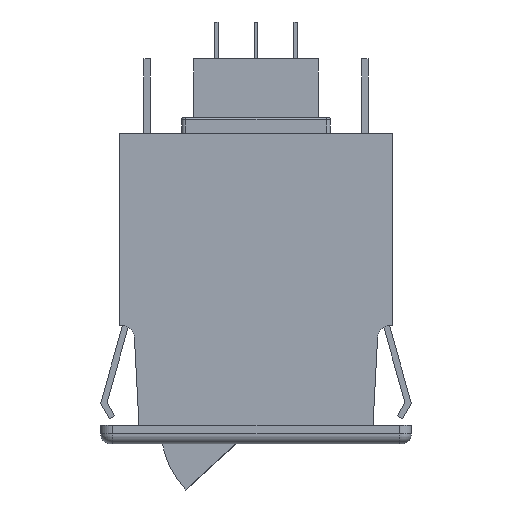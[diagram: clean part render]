
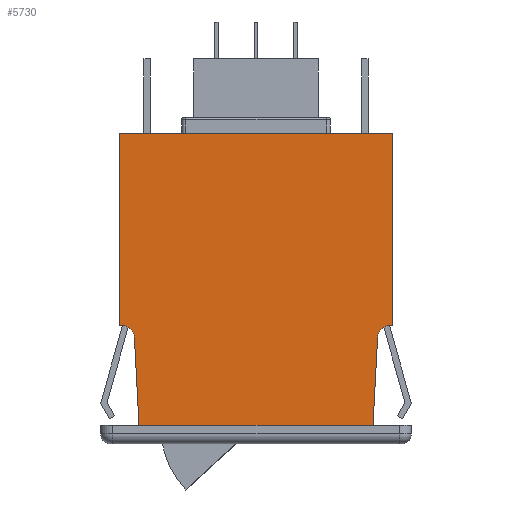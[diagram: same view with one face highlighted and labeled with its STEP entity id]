
A CAD part, left-side view. The second image highlights one B-rep face of the part: STEP entity #5730.
In plain terms, the highlighted planar face has unit normal (-1, 0, 0).
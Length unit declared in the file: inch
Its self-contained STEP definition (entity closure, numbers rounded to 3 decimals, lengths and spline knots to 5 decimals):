
#39 = LINE ( 'NONE', #5790, #12573 ) ;
#254 = VERTEX_POINT ( 'NONE', #8129 ) ;
#865 = CARTESIAN_POINT ( 'NONE',  ( -0.34, 0.5875, -1.465 ) ) ;
#870 = DIRECTION ( 'NONE',  ( 0., 0., -1. ) ) ;
#909 = VECTOR ( 'NONE', #7805, 39.37008 ) ;
#960 = CARTESIAN_POINT ( 'NONE',  ( -0.34, -0.67064, -0.965 ) ) ;
#1400 = CARTESIAN_POINT ( 'NONE',  ( -0.34, -0.67064, -1.025 ) ) ;
#1462 = DIRECTION ( 'NONE',  ( -1., 0., 0. ) ) ;
#1686 = LINE ( 'NONE', #865, #10641 ) ;
#1768 = AXIS2_PLACEMENT_3D ( 'NONE', #2872, #6882, #870 ) ;
#1806 = VERTEX_POINT ( 'NONE', #12957 ) ;
#1933 = VERTEX_POINT ( 'NONE', #8145 ) ;
#2037 = VERTEX_POINT ( 'NONE', #960 ) ;
#2441 = LINE ( 'NONE', #3032, #9418 ) ;
#2523 = DIRECTION ( 'NONE',  ( 0., 0., -1. ) ) ;
#2805 = CARTESIAN_POINT ( 'NONE',  ( -0.34, 0.6875, 0. ) ) ;
#2872 = CARTESIAN_POINT ( 'NONE',  ( -0.34, 0.67064, -1.025 ) ) ;
#2972 = LINE ( 'NONE', #6079, #7834 ) ;
#2998 = ORIENTED_EDGE ( 'NONE', *, *, #12037, .F. ) ;
#3032 = CARTESIAN_POINT ( 'NONE',  ( -0.34, 0.6875, 0. ) ) ;
#3455 = CARTESIAN_POINT ( 'NONE',  ( -0.34, -0.67064, -1.025 ) ) ;
#3616 = ORIENTED_EDGE ( 'NONE', *, *, #8341, .F. ) ;
#3625 = VERTEX_POINT ( 'NONE', #6113 ) ;
#3629 = ORIENTED_EDGE ( 'NONE', *, *, #12568, .F. ) ;
#3906 = CARTESIAN_POINT ( 'NONE',  ( -0.34, 0.6875, -0.965 ) ) ;
#4169 = VERTEX_POINT ( 'NONE', #6111 ) ;
#4214 = ORIENTED_EDGE ( 'NONE', *, *, #9238, .F. ) ;
#4261 = EDGE_CURVE ( 'NONE', #4169, #254, #12652, .T. ) ;
#4550 = VERTEX_POINT ( 'NONE', #3906 ) ;
#4899 = CARTESIAN_POINT ( 'NONE',  ( -0.34, -0.6875, -0.965 ) ) ;
#4937 = ORIENTED_EDGE ( 'NONE', *, *, #5793, .F. ) ;
#5101 = DIRECTION ( 'NONE',  ( 0., -1., 0. ) ) ;
#5320 = CARTESIAN_POINT ( 'NONE',  ( -0.34, -0.5875, -1.465 ) ) ;
#5347 = CIRCLE ( 'NONE', #1768, 0.06 ) ;
#5449 = ORIENTED_EDGE ( 'NONE', *, *, #4261, .F. ) ;
#5525 = EDGE_CURVE ( 'NONE', #8168, #11804, #13367, .T. ) ;
#5549 = FACE_OUTER_BOUND ( 'NONE', #12085, .T. ) ;
#5584 = CARTESIAN_POINT ( 'NONE',  ( -0.34, 0.6875, 0. ) ) ;
#5730 = ADVANCED_FACE ( 'NONE', ( #5549 ), #11769, .T. ) ;
#5750 = CARTESIAN_POINT ( 'NONE',  ( -0.34, 0.67064, -0.965 ) ) ;
#5790 = CARTESIAN_POINT ( 'NONE',  ( -0.34, 0.5875, -1.465 ) ) ;
#5793 = EDGE_CURVE ( 'NONE', #1933, #3625, #39, .T. ) ;
#5826 = ORIENTED_EDGE ( 'NONE', *, *, #9066, .F. ) ;
#5836 = DIRECTION ( 'NONE',  ( 0., 0.052, 0.999 ) ) ;
#5926 = DIRECTION ( 'NONE',  ( 0., 0., 1. ) ) ;
#6079 = CARTESIAN_POINT ( 'NONE',  ( -0.34, -0.67064, -0.965 ) ) ;
#6111 = CARTESIAN_POINT ( 'NONE',  ( -0.34, -0.61072, -1.02186 ) ) ;
#6113 = CARTESIAN_POINT ( 'NONE',  ( -0.34, 0.61072, -1.02186 ) ) ;
#6118 = VERTEX_POINT ( 'NONE', #5584 ) ;
#6201 = DIRECTION ( 'NONE',  ( 0., 0.052, -0.999 ) ) ;
#6383 = CARTESIAN_POINT ( 'NONE',  ( -0.34, -0.6875, 0. ) ) ;
#6831 = VECTOR ( 'NONE', #5926, 39.37008 ) ;
#6882 = DIRECTION ( 'NONE',  ( -1., 0., 0. ) ) ;
#7144 = DIRECTION ( 'NONE',  ( 0., 1., 0. ) ) ;
#7174 = VECTOR ( 'NONE', #2523, 39.37008 ) ;
#7257 = VECTOR ( 'NONE', #6201, 39.37008 ) ;
#7805 = DIRECTION ( 'NONE',  ( 0., 1., 0. ) ) ;
#7834 = VECTOR ( 'NONE', #7144, 39.37008 ) ;
#8129 = CARTESIAN_POINT ( 'NONE',  ( -0.34, -0.5875, -1.465 ) ) ;
#8145 = CARTESIAN_POINT ( 'NONE',  ( -0.34, 0.5875, -1.465 ) ) ;
#8168 = VERTEX_POINT ( 'NONE', #6383 ) ;
#8341 = EDGE_CURVE ( 'NONE', #6118, #8168, #2441, .T. ) ;
#9066 = EDGE_CURVE ( 'NONE', #1806, #4550, #10998, .T. ) ;
#9238 = EDGE_CURVE ( 'NONE', #3625, #1806, #5347, .T. ) ;
#9418 = VECTOR ( 'NONE', #5101, 39.37008 ) ;
#9645 = ORIENTED_EDGE ( 'NONE', *, *, #5525, .F. ) ;
#9655 = DIRECTION ( 'NONE',  ( 0., 0., 1. ) ) ;
#9789 = DIRECTION ( 'NONE',  ( -1., 0., 0. ) ) ;
#9938 = CARTESIAN_POINT ( 'NONE',  ( -0.34, -0.6875, 0. ) ) ;
#10043 = AXIS2_PLACEMENT_3D ( 'NONE', #3455, #1462, #9655 ) ;
#10190 = AXIS2_PLACEMENT_3D ( 'NONE', #1400, #9789, #10820 ) ;
#10641 = VECTOR ( 'NONE', #11232, 39.37008 ) ;
#10697 = ORIENTED_EDGE ( 'NONE', *, *, #12127, .F. ) ;
#10820 = DIRECTION ( 'NONE',  ( 0., 0., 1. ) ) ;
#10998 = LINE ( 'NONE', #5750, #909 ) ;
#11232 = DIRECTION ( 'NONE',  ( 0., 1., 0. ) ) ;
#11396 = CIRCLE ( 'NONE', #10043, 0.06 ) ;
#11769 = PLANE ( 'NONE',  #10190 ) ;
#11804 = VERTEX_POINT ( 'NONE', #4899 ) ;
#11934 = EDGE_CURVE ( 'NONE', #254, #1933, #1686, .T. ) ;
#12037 = EDGE_CURVE ( 'NONE', #11804, #2037, #2972, .T. ) ;
#12085 = EDGE_LOOP ( 'NONE', ( #3616, #10697, #5826, #4214, #4937, #12467, #5449, #3629, #2998, #9645 ) ) ;
#12127 = EDGE_CURVE ( 'NONE', #4550, #6118, #12233, .T. ) ;
#12233 = LINE ( 'NONE', #2805, #6831 ) ;
#12467 = ORIENTED_EDGE ( 'NONE', *, *, #11934, .F. ) ;
#12568 = EDGE_CURVE ( 'NONE', #2037, #4169, #11396, .T. ) ;
#12573 = VECTOR ( 'NONE', #5836, 39.37008 ) ;
#12652 = LINE ( 'NONE', #5320, #7257 ) ;
#12957 = CARTESIAN_POINT ( 'NONE',  ( -0.34, 0.67064, -0.965 ) ) ;
#13367 = LINE ( 'NONE', #9938, #7174 ) ;
